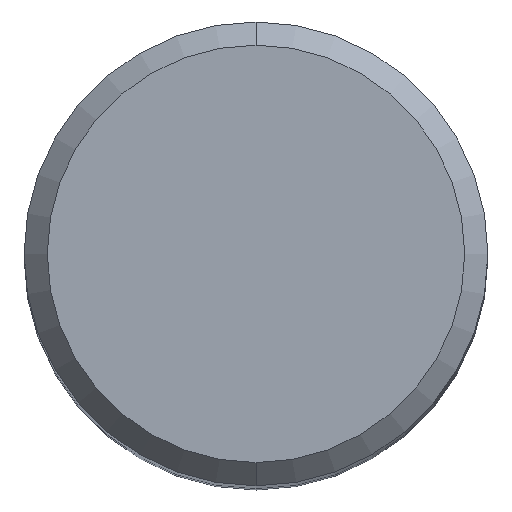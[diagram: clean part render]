
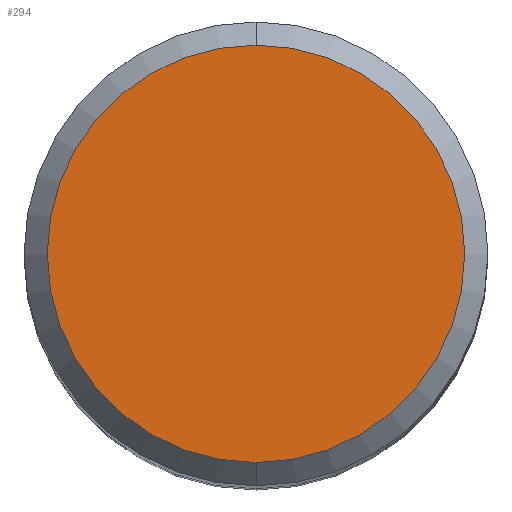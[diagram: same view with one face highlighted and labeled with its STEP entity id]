
A CAD part, top view. The second image highlights one B-rep face of the part: STEP entity #294.
In plain terms, the highlighted planar face has unit normal (0, 0, 1).
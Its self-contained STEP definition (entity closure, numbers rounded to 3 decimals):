
#278=EDGE_CURVE('',#296,#286,#540,.T.);
#286=VERTEX_POINT('',#549);
#294=ADVANCED_FACE('',(#559),#560,.T.);
#296=VERTEX_POINT('',#562);
#370=EDGE_CURVE('',#286,#296,#642,.T.);
#540=CIRCLE('',#999,9.0);
#549=CARTESIAN_POINT('',(0.,-9.0,0.0));
#559=FACE_OUTER_BOUND('',#1065,.T.);
#560=PLANE('',#1066);
#562=CARTESIAN_POINT('',(0.0,9.0,0.0));
#642=CIRCLE('',#1332,9.0);
#999=AXIS2_PLACEMENT_3D('',#1528,#1529,#1530);
#1065=EDGE_LOOP('',(#1564,#1565));
#1066=AXIS2_PLACEMENT_3D('',#1566,#1567,#1568);
#1332=AXIS2_PLACEMENT_3D('',#1633,#1634,#1635);
#1528=CARTESIAN_POINT('',(0.0,0.0,0.0));
#1529=DIRECTION('',(0.0,0.0,-1.0));
#1530=DIRECTION('',(0.0,1.0,0.0));
#1564=ORIENTED_EDGE('',*,*,#278,.F.);
#1565=ORIENTED_EDGE('',*,*,#370,.F.);
#1566=CARTESIAN_POINT('',(0.0,4.5,0.0));
#1567=DIRECTION('',(-0.0,0.0,1.0));
#1568=DIRECTION('',(0.0,-1.0,0.0));
#1633=CARTESIAN_POINT('',(0.0,0.0,0.0));
#1634=DIRECTION('',(0.0,0.0,-1.0));
#1635=DIRECTION('',(0.0,1.0,0.0));
